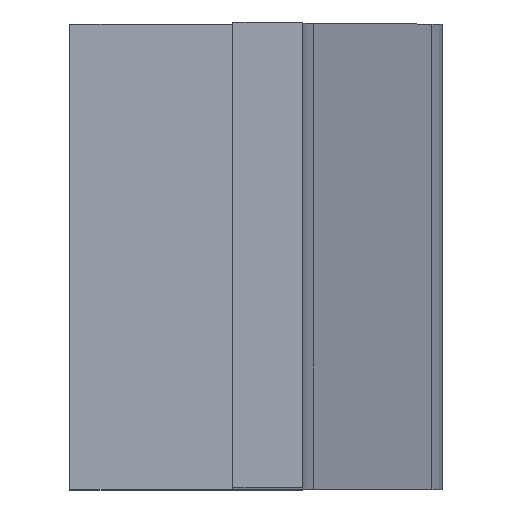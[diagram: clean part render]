
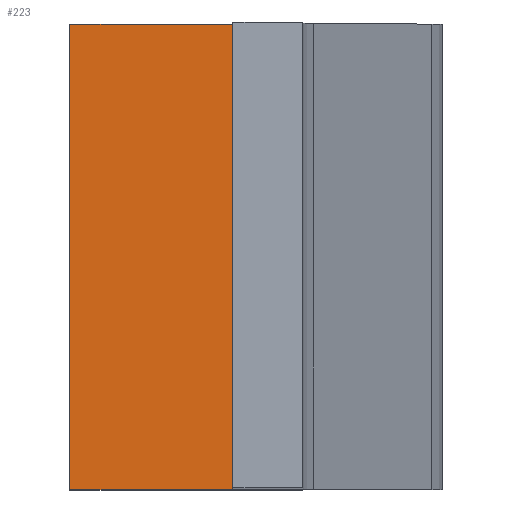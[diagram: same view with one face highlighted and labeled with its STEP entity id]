
A CAD part, top view. The second image highlights one B-rep face of the part: STEP entity #223.
In plain terms, the highlighted planar face has unit normal (0, 0, 1).
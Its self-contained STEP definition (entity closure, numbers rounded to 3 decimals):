
#32 = CYLINDRICAL_SURFACE('',#33,3.);
#33 = AXIS2_PLACEMENT_3D('',#34,#35,#36);
#34 = CARTESIAN_POINT('',(3.,0.,6.));
#35 = DIRECTION('',(0.,-1.,0.));
#36 = DIRECTION('',(-1.,0.,0.));
#57 = VERTEX_POINT('',#58);
#58 = CARTESIAN_POINT('',(3.,20.,3.));
#73 = PLANE('',#74);
#74 = AXIS2_PLACEMENT_3D('',#75,#76,#77);
#75 = CARTESIAN_POINT('',(1.989,20.,25.18));
#76 = DIRECTION('',(0.,-1.,0.));
#77 = DIRECTION('',(0.,0.,-1.));
#89 = EDGE_CURVE('',#90,#57,#92,.T.);
#90 = VERTEX_POINT('',#91);
#91 = CARTESIAN_POINT('',(3.,0.,3.));
#92 = SURFACE_CURVE('',#93,(#97,#104),.PCURVE_S1.);
#93 = LINE('',#94,#95);
#94 = CARTESIAN_POINT('',(3.,0.,3.));
#95 = VECTOR('',#96,1.);
#96 = DIRECTION('',(0.,1.,0.));
#97 = PCURVE('',#32,#98);
#98 = DEFINITIONAL_REPRESENTATION('',(#99),#103);
#99 = LINE('',#100,#101);
#100 = CARTESIAN_POINT('',(-4.712,0.));
#101 = VECTOR('',#102,1.);
#102 = DIRECTION('',(-0.,-1.));
#103 = ( GEOMETRIC_REPRESENTATION_CONTEXT(2) 
PARAMETRIC_REPRESENTATION_CONTEXT() REPRESENTATION_CONTEXT('2D SPACE',''
  ) );
#104 = PCURVE('',#105,#110);
#105 = PLANE('',#106);
#106 = AXIS2_PLACEMENT_3D('',#107,#108,#109);
#107 = CARTESIAN_POINT('',(3.,0.,3.));
#108 = DIRECTION('',(0.,0.,1.));
#109 = DIRECTION('',(-1.,0.,0.));
#110 = DEFINITIONAL_REPRESENTATION('',(#111),#115);
#111 = LINE('',#112,#113);
#112 = CARTESIAN_POINT('',(0.,0.));
#113 = VECTOR('',#114,1.);
#114 = DIRECTION('',(0.,-1.));
#115 = ( GEOMETRIC_REPRESENTATION_CONTEXT(2) 
PARAMETRIC_REPRESENTATION_CONTEXT() REPRESENTATION_CONTEXT('2D SPACE',''
  ) );
#132 = PLANE('',#133);
#133 = AXIS2_PLACEMENT_3D('',#134,#135,#136);
#134 = CARTESIAN_POINT('',(1.989,0.,25.18));
#135 = DIRECTION('',(0.,-1.,0.));
#136 = DIRECTION('',(0.,0.,-1.));
#223 = ADVANCED_FACE('',(#224),#105,.T.);
#224 = FACE_BOUND('',#225,.T.);
#225 = EDGE_LOOP('',(#226,#227,#250,#278));
#226 = ORIENTED_EDGE('',*,*,#89,.T.);
#227 = ORIENTED_EDGE('',*,*,#228,.T.);
#228 = EDGE_CURVE('',#57,#229,#231,.T.);
#229 = VERTEX_POINT('',#230);
#230 = CARTESIAN_POINT('',(-7.,20.,3.));
#231 = SURFACE_CURVE('',#232,(#236,#243),.PCURVE_S1.);
#232 = LINE('',#233,#234);
#233 = CARTESIAN_POINT('',(3.,20.,3.));
#234 = VECTOR('',#235,1.);
#235 = DIRECTION('',(-1.,0.,0.));
#236 = PCURVE('',#105,#237);
#237 = DEFINITIONAL_REPRESENTATION('',(#238),#242);
#238 = LINE('',#239,#240);
#239 = CARTESIAN_POINT('',(0.,-20.));
#240 = VECTOR('',#241,1.);
#241 = DIRECTION('',(1.,0.));
#242 = ( GEOMETRIC_REPRESENTATION_CONTEXT(2) 
PARAMETRIC_REPRESENTATION_CONTEXT() REPRESENTATION_CONTEXT('2D SPACE',''
  ) );
#243 = PCURVE('',#73,#244);
#244 = DEFINITIONAL_REPRESENTATION('',(#245),#249);
#245 = LINE('',#246,#247);
#246 = CARTESIAN_POINT('',(22.18,1.011));
#247 = VECTOR('',#248,1.);
#248 = DIRECTION('',(-0.,-1.));
#249 = ( GEOMETRIC_REPRESENTATION_CONTEXT(2) 
PARAMETRIC_REPRESENTATION_CONTEXT() REPRESENTATION_CONTEXT('2D SPACE',''
  ) );
#250 = ORIENTED_EDGE('',*,*,#251,.F.);
#251 = EDGE_CURVE('',#252,#229,#254,.T.);
#252 = VERTEX_POINT('',#253);
#253 = CARTESIAN_POINT('',(-7.,0.,3.));
#254 = SURFACE_CURVE('',#255,(#259,#266),.PCURVE_S1.);
#255 = LINE('',#256,#257);
#256 = CARTESIAN_POINT('',(-7.,0.,3.));
#257 = VECTOR('',#258,1.);
#258 = DIRECTION('',(0.,1.,0.));
#259 = PCURVE('',#105,#260);
#260 = DEFINITIONAL_REPRESENTATION('',(#261),#265);
#261 = LINE('',#262,#263);
#262 = CARTESIAN_POINT('',(10.,0.));
#263 = VECTOR('',#264,1.);
#264 = DIRECTION('',(0.,-1.));
#265 = ( GEOMETRIC_REPRESENTATION_CONTEXT(2) 
PARAMETRIC_REPRESENTATION_CONTEXT() REPRESENTATION_CONTEXT('2D SPACE',''
  ) );
#266 = PCURVE('',#267,#272);
#267 = PLANE('',#268);
#268 = AXIS2_PLACEMENT_3D('',#269,#270,#271);
#269 = CARTESIAN_POINT('',(-7.,0.,3.));
#270 = DIRECTION('',(-1.,-0.,0.));
#271 = DIRECTION('',(0.,0.,-1.));
#272 = DEFINITIONAL_REPRESENTATION('',(#273),#277);
#273 = LINE('',#274,#275);
#274 = CARTESIAN_POINT('',(0.,0.));
#275 = VECTOR('',#276,1.);
#276 = DIRECTION('',(0.,-1.));
#277 = ( GEOMETRIC_REPRESENTATION_CONTEXT(2) 
PARAMETRIC_REPRESENTATION_CONTEXT() REPRESENTATION_CONTEXT('2D SPACE',''
  ) );
#278 = ORIENTED_EDGE('',*,*,#279,.F.);
#279 = EDGE_CURVE('',#90,#252,#280,.T.);
#280 = SURFACE_CURVE('',#281,(#285,#292),.PCURVE_S1.);
#281 = LINE('',#282,#283);
#282 = CARTESIAN_POINT('',(3.,0.,3.));
#283 = VECTOR('',#284,1.);
#284 = DIRECTION('',(-1.,0.,0.));
#285 = PCURVE('',#105,#286);
#286 = DEFINITIONAL_REPRESENTATION('',(#287),#291);
#287 = LINE('',#288,#289);
#288 = CARTESIAN_POINT('',(0.,0.));
#289 = VECTOR('',#290,1.);
#290 = DIRECTION('',(1.,0.));
#291 = ( GEOMETRIC_REPRESENTATION_CONTEXT(2) 
PARAMETRIC_REPRESENTATION_CONTEXT() REPRESENTATION_CONTEXT('2D SPACE',''
  ) );
#292 = PCURVE('',#132,#293);
#293 = DEFINITIONAL_REPRESENTATION('',(#294),#298);
#294 = LINE('',#295,#296);
#295 = CARTESIAN_POINT('',(22.18,1.011));
#296 = VECTOR('',#297,1.);
#297 = DIRECTION('',(-0.,-1.));
#298 = ( GEOMETRIC_REPRESENTATION_CONTEXT(2) 
PARAMETRIC_REPRESENTATION_CONTEXT() REPRESENTATION_CONTEXT('2D SPACE',''
  ) );
